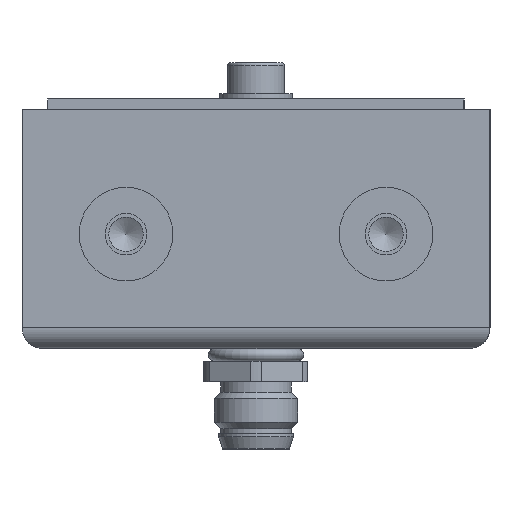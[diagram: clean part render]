
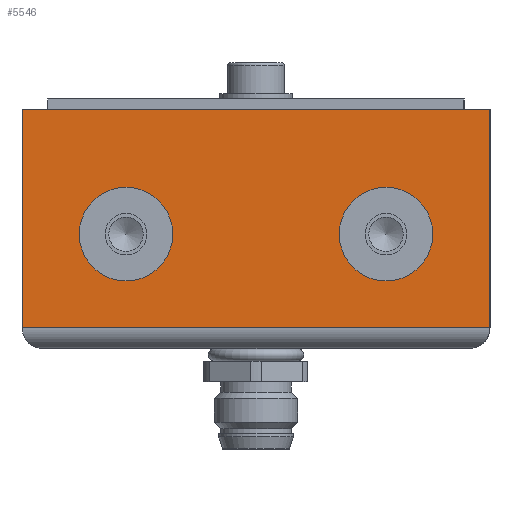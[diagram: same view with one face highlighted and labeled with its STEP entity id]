
A CAD part, left-side view. The second image highlights one B-rep face of the part: STEP entity #5546.
In plain terms, the highlighted face is planar.
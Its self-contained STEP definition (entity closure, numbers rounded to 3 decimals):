
#2468=CIRCLE('',#5219,4.5);
#2469=CIRCLE('',#5220,4.5);
#2610=ORIENTED_EDGE('',*,*,#3403,.T.);
#2611=ORIENTED_EDGE('',*,*,#3393,.F.);
#2612=ORIENTED_EDGE('',*,*,#3400,.F.);
#2613=ORIENTED_EDGE('',*,*,#3404,.F.);
#2614=ORIENTED_EDGE('',*,*,#3405,.F.);
#2615=ORIENTED_EDGE('',*,*,#3406,.F.);
#3043=VECTOR('',#4029,1.);
#3050=VECTOR('',#4038,1.);
#3053=VECTOR('',#4043,1.);
#3054=VECTOR('',#4044,1.);
#3131=LINE('',#4679,#3043);
#3138=LINE('',#4693,#3050);
#3141=LINE('',#4699,#3053);
#3142=LINE('',#4700,#3054);
#3219=VERTEX_POINT('',#4676);
#3220=VERTEX_POINT('',#4678);
#3226=VERTEX_POINT('',#4692);
#3228=VERTEX_POINT('',#4698);
#3229=VERTEX_POINT('',#4701);
#3230=VERTEX_POINT('',#4703);
#3393=EDGE_CURVE('',#3219,#3220,#3131,.T.);
#3400=EDGE_CURVE('',#3226,#3219,#3138,.T.);
#3403=EDGE_CURVE('',#3228,#3220,#3141,.T.);
#3404=EDGE_CURVE('',#3228,#3226,#3142,.T.);
#3405=EDGE_CURVE('',#3229,#3229,#2468,.T.);
#3406=EDGE_CURVE('',#3230,#3230,#2469,.T.);
#3617=EDGE_LOOP('',(#2610,#2611,#2612,#2613));
#3618=EDGE_LOOP('',(#2614));
#3619=EDGE_LOOP('',(#2615));
#3821=FACE_BOUND('',#3617,.T.);
#3822=FACE_BOUND('',#3618,.T.);
#3823=FACE_BOUND('',#3619,.T.);
#4029=DIRECTION('',(0.,45.,0.));
#4038=DIRECTION('',(0.,0.,21.));
#4041=DIRECTION('',(1.,0.,0.));
#4042=DIRECTION('',(0.,-1.,0.));
#4043=DIRECTION('',(0.,0.,21.));
#4044=DIRECTION('',(0.,-45.,0.));
#4045=DIRECTION('',(1.,0.,0.));
#4046=DIRECTION('',(0.,-4.5,0.));
#4047=DIRECTION('',(1.,0.,0.));
#4048=DIRECTION('',(0.,-4.5,0.));
#4676=CARTESIAN_POINT('',(240.,0.,23.));
#4678=CARTESIAN_POINT('',(240.,45.,23.));
#4679=CARTESIAN_POINT('',(240.,0.,23.));
#4692=CARTESIAN_POINT('',(240.,0.,2.));
#4693=CARTESIAN_POINT('',(240.,0.,2.));
#4697=CARTESIAN_POINT('',(240.,0.,0.));
#4698=CARTESIAN_POINT('',(240.,45.,2.));
#4699=CARTESIAN_POINT('',(240.,45.,2.));
#4700=CARTESIAN_POINT('',(240.,45.,2.));
#4701=CARTESIAN_POINT('',(240.,5.5,11.));
#4702=CARTESIAN_POINT('',(240.,10.,11.));
#4703=CARTESIAN_POINT('',(240.,30.5,11.));
#4704=CARTESIAN_POINT('',(240.,35.,11.));
#5218=AXIS2_PLACEMENT_3D('',#4697,#4041,#4042);
#5219=AXIS2_PLACEMENT_3D('',#4702,#4045,#4046);
#5220=AXIS2_PLACEMENT_3D('',#4704,#4047,#4048);
#5498=PLANE('',#5218);
#5546=ADVANCED_FACE('',(#3821,#3822,#3823),#5498,.T.);
